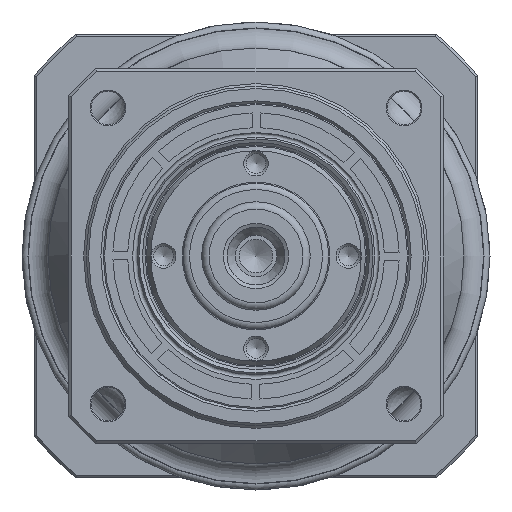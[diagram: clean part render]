
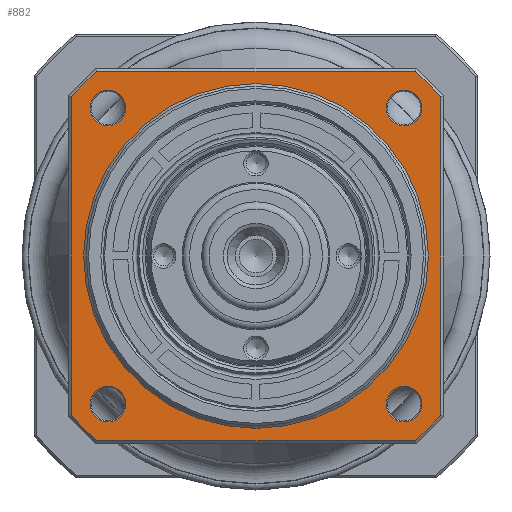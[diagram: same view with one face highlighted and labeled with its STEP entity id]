
A CAD part, left-side view. The second image highlights one B-rep face of the part: STEP entity #882.
In plain terms, the highlighted planar face has unit normal (-1, 0, 0).
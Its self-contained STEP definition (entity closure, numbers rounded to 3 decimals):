
#345=PLANE('',#6189);
#882=ADVANCED_FACE('',(#2269,#2270,#2271,#2272,#2273,#2274),#345,.F.);
#1310=LINE('',#9779,#1584);
#1311=LINE('',#9784,#1585);
#1312=LINE('',#9788,#1586);
#1313=LINE('',#9792,#1587);
#1584=VECTOR('',#7734,1.);
#1585=VECTOR('',#7737,1.);
#1586=VECTOR('',#7740,1.);
#1587=VECTOR('',#7743,1.);
#1904=CIRCLE('',#6180,49.5);
#1905=CIRCLE('',#6181,49.5);
#1906=CIRCLE('',#6182,49.5);
#1907=CIRCLE('',#6183,49.5);
#1908=CIRCLE('',#6184,3.6);
#1909=CIRCLE('',#6185,3.6);
#1910=CIRCLE('',#6186,35.);
#1911=CIRCLE('',#6187,3.6);
#1912=CIRCLE('',#6188,3.6);
#2269=FACE_BOUND('',#2803,.T.);
#2270=FACE_BOUND('',#2804,.T.);
#2271=FACE_BOUND('',#2805,.T.);
#2272=FACE_BOUND('',#2806,.T.);
#2273=FACE_BOUND('',#2807,.T.);
#2274=FACE_BOUND('',#2808,.T.);
#2803=EDGE_LOOP('',(#4071,#4072,#4073,#4074,#4075,#4076,#4077,#4078));
#2804=EDGE_LOOP('',(#4079));
#2805=EDGE_LOOP('',(#4080));
#2806=EDGE_LOOP('',(#4081));
#2807=EDGE_LOOP('',(#4082));
#2808=EDGE_LOOP('',(#4083));
#4071=ORIENTED_EDGE('',*,*,#5388,.T.);
#4072=ORIENTED_EDGE('',*,*,#5389,.T.);
#4073=ORIENTED_EDGE('',*,*,#5390,.T.);
#4074=ORIENTED_EDGE('',*,*,#5391,.T.);
#4075=ORIENTED_EDGE('',*,*,#5392,.T.);
#4076=ORIENTED_EDGE('',*,*,#5393,.T.);
#4077=ORIENTED_EDGE('',*,*,#5394,.T.);
#4078=ORIENTED_EDGE('',*,*,#5395,.T.);
#4079=ORIENTED_EDGE('',*,*,#5396,.F.);
#4080=ORIENTED_EDGE('',*,*,#5397,.F.);
#4081=ORIENTED_EDGE('',*,*,#5398,.F.);
#4082=ORIENTED_EDGE('',*,*,#5399,.F.);
#4083=ORIENTED_EDGE('',*,*,#5400,.F.);
#4724=VERTEX_POINT('',#9780);
#4725=VERTEX_POINT('',#9781);
#4726=VERTEX_POINT('',#9783);
#4727=VERTEX_POINT('',#9785);
#4728=VERTEX_POINT('',#9787);
#4729=VERTEX_POINT('',#9789);
#4730=VERTEX_POINT('',#9791);
#4731=VERTEX_POINT('',#9793);
#4732=VERTEX_POINT('',#9796);
#4733=VERTEX_POINT('',#9798);
#4734=VERTEX_POINT('',#9800);
#4735=VERTEX_POINT('',#9802);
#4736=VERTEX_POINT('',#9804);
#5388=EDGE_CURVE('',#4724,#4725,#1310,.T.);
#5389=EDGE_CURVE('',#4725,#4726,#1904,.T.);
#5390=EDGE_CURVE('',#4726,#4727,#1311,.T.);
#5391=EDGE_CURVE('',#4727,#4728,#1905,.T.);
#5392=EDGE_CURVE('',#4728,#4729,#1312,.T.);
#5393=EDGE_CURVE('',#4729,#4730,#1906,.T.);
#5394=EDGE_CURVE('',#4730,#4731,#1313,.T.);
#5395=EDGE_CURVE('',#4731,#4724,#1907,.T.);
#5396=EDGE_CURVE('',#4732,#4732,#1908,.T.);
#5397=EDGE_CURVE('',#4733,#4733,#1909,.T.);
#5398=EDGE_CURVE('',#4734,#4734,#1910,.T.);
#5399=EDGE_CURVE('',#4735,#4735,#1911,.T.);
#5400=EDGE_CURVE('',#4736,#4736,#1912,.T.);
#6180=AXIS2_PLACEMENT_3D('',#9782,#7735,#7736);
#6181=AXIS2_PLACEMENT_3D('',#9786,#7738,#7739);
#6182=AXIS2_PLACEMENT_3D('',#9790,#7741,#7742);
#6183=AXIS2_PLACEMENT_3D('',#9794,#7744,#7745);
#6184=AXIS2_PLACEMENT_3D('',#9795,#7746,#7747);
#6185=AXIS2_PLACEMENT_3D('',#9797,#7748,#7749);
#6186=AXIS2_PLACEMENT_3D('',#9799,#7750,#7751);
#6187=AXIS2_PLACEMENT_3D('',#9801,#7752,#7753);
#6188=AXIS2_PLACEMENT_3D('',#9803,#7754,#7755);
#6189=AXIS2_PLACEMENT_3D('',#9805,#7756,#7757);
#7734=DIRECTION('',(0.,1.,0.));
#7735=DIRECTION('',(-1.,0.,0.));
#7736=DIRECTION('',(0.,0.,-1.));
#7737=DIRECTION('',(0.,0.,-1.));
#7738=DIRECTION('',(-1.,0.,0.));
#7739=DIRECTION('',(0.,0.,-1.));
#7740=DIRECTION('',(0.,-1.,0.));
#7741=DIRECTION('',(-1.,0.,0.));
#7742=DIRECTION('',(0.,0.,-1.));
#7743=DIRECTION('',(0.,0.,1.));
#7744=DIRECTION('',(-1.,0.,0.));
#7745=DIRECTION('',(0.,0.,-1.));
#7746=DIRECTION('',(-1.,0.,0.));
#7747=DIRECTION('',(0.,0.,1.));
#7748=DIRECTION('',(-1.,0.,0.));
#7749=DIRECTION('',(0.,0.,1.));
#7750=DIRECTION('',(-1.,0.,0.));
#7751=DIRECTION('',(0.,0.,1.));
#7752=DIRECTION('',(-1.,0.,0.));
#7753=DIRECTION('',(0.,0.,1.));
#7754=DIRECTION('',(-1.,0.,0.));
#7755=DIRECTION('',(0.,0.,1.));
#7756=DIRECTION('',(1.,0.,0.));
#7757=DIRECTION('',(0.,0.,-1.));
#9779=CARTESIAN_POINT('',(-29.833,30.975,132.5));
#9780=CARTESIAN_POINT('',(-29.833,-33.833,132.5));
#9781=CARTESIAN_POINT('',(-29.833,30.789,132.5));
#9782=CARTESIAN_POINT('',(-29.833,-1.522,95.));
#9783=CARTESIAN_POINT('',(-29.833,35.978,127.311));
#9784=CARTESIAN_POINT('',(-29.833,35.978,62.504));
#9785=CARTESIAN_POINT('',(-29.833,35.978,62.689));
#9786=CARTESIAN_POINT('',(-29.833,-1.522,95.));
#9787=CARTESIAN_POINT('',(-29.833,30.789,57.5));
#9788=CARTESIAN_POINT('',(-29.833,33.478,57.5));
#9789=CARTESIAN_POINT('',(-29.833,-33.833,57.5));
#9790=CARTESIAN_POINT('',(-29.833,-1.522,95.));
#9791=CARTESIAN_POINT('',(-29.833,-39.022,62.689));
#9792=CARTESIAN_POINT('',(-29.833,-39.022,95.));
#9793=CARTESIAN_POINT('',(-29.833,-39.022,127.311));
#9794=CARTESIAN_POINT('',(-29.833,-1.522,95.));
#9795=CARTESIAN_POINT('',(-29.833,28.53,64.948));
#9796=CARTESIAN_POINT('',(-29.833,28.53,68.548));
#9797=CARTESIAN_POINT('',(-29.833,-31.574,125.052));
#9798=CARTESIAN_POINT('',(-29.833,-31.574,128.652));
#9799=CARTESIAN_POINT('',(-29.833,-1.522,95.));
#9800=CARTESIAN_POINT('',(-29.833,-1.522,130.));
#9801=CARTESIAN_POINT('',(-29.833,-31.574,64.948));
#9802=CARTESIAN_POINT('',(-29.833,-31.574,68.548));
#9803=CARTESIAN_POINT('',(-29.833,28.53,125.052));
#9804=CARTESIAN_POINT('',(-29.833,28.53,128.652));
#9805=CARTESIAN_POINT('',(-29.833,33.478,95.));
